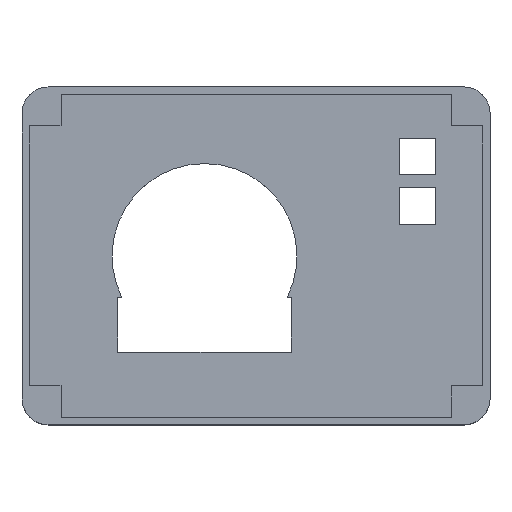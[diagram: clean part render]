
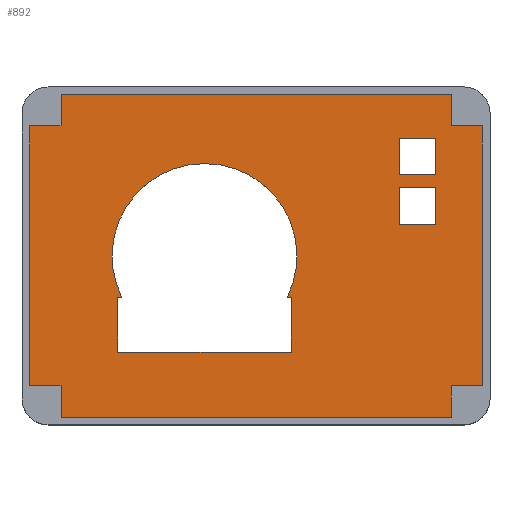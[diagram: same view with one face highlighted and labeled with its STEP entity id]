
A CAD part, top view. The second image highlights one B-rep face of the part: STEP entity #892.
In plain terms, the highlighted planar face has unit normal (0, 0, 1).
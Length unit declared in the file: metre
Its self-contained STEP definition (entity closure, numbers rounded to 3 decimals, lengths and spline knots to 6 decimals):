
#37=LINE('',#1319,#143);
#38=LINE('',#1322,#144);
#39=LINE('',#1324,#145);
#40=LINE('',#1326,#146);
#41=LINE('',#1327,#147);
#42=LINE('',#1330,#148);
#43=LINE('',#1332,#149);
#44=LINE('',#1334,#150);
#45=LINE('',#1335,#151);
#46=LINE('',#1338,#152);
#47=LINE('',#1340,#153);
#48=LINE('',#1342,#154);
#49=LINE('',#1346,#155);
#50=LINE('',#1347,#156);
#51=LINE('',#1350,#157);
#52=LINE('',#1352,#158);
#53=LINE('',#1354,#159);
#143=VECTOR('',#1057,1.);
#144=VECTOR('',#1058,1.);
#145=VECTOR('',#1059,1.);
#146=VECTOR('',#1060,1.);
#147=VECTOR('',#1061,1.);
#148=VECTOR('',#1062,1.);
#149=VECTOR('',#1063,1.);
#150=VECTOR('',#1064,1.);
#151=VECTOR('',#1065,1.);
#152=VECTOR('',#1066,1.);
#153=VECTOR('',#1067,1.);
#154=VECTOR('',#1068,1.);
#155=VECTOR('',#1071,1.);
#156=VECTOR('',#1072,1.);
#157=VECTOR('',#1073,1.);
#158=VECTOR('',#1074,1.);
#159=VECTOR('',#1075,1.);
#254=ORIENTED_EDGE('',*,*,#506,.T.);
#255=ORIENTED_EDGE('',*,*,#507,.T.);
#256=ORIENTED_EDGE('',*,*,#508,.F.);
#257=ORIENTED_EDGE('',*,*,#509,.F.);
#258=ORIENTED_EDGE('',*,*,#510,.T.);
#259=ORIENTED_EDGE('',*,*,#511,.F.);
#260=ORIENTED_EDGE('',*,*,#512,.F.);
#261=ORIENTED_EDGE('',*,*,#513,.T.);
#262=ORIENTED_EDGE('',*,*,#514,.T.);
#263=ORIENTED_EDGE('',*,*,#515,.T.);
#264=ORIENTED_EDGE('',*,*,#516,.T.);
#265=ORIENTED_EDGE('',*,*,#517,.T.);
#266=ORIENTED_EDGE('',*,*,#518,.F.);
#267=ORIENTED_EDGE('',*,*,#519,.T.);
#268=ORIENTED_EDGE('',*,*,#520,.T.);
#269=ORIENTED_EDGE('',*,*,#521,.F.);
#270=ORIENTED_EDGE('',*,*,#522,.F.);
#271=ORIENTED_EDGE('',*,*,#523,.T.);
#506=EDGE_CURVE('',#632,#633,#37,.T.);
#507=EDGE_CURVE('',#633,#634,#38,.T.);
#508=EDGE_CURVE('',#635,#634,#39,.T.);
#509=EDGE_CURVE('',#632,#635,#40,.T.);
#510=EDGE_CURVE('',#636,#637,#41,.T.);
#511=EDGE_CURVE('',#638,#637,#42,.T.);
#512=EDGE_CURVE('',#639,#638,#43,.T.);
#513=EDGE_CURVE('',#639,#636,#44,.T.);
#514=EDGE_CURVE('',#640,#641,#45,.T.);
#515=EDGE_CURVE('',#641,#642,#46,.T.);
#516=EDGE_CURVE('',#642,#643,#47,.T.);
#517=EDGE_CURVE('',#643,#644,#48,.T.);
#518=EDGE_CURVE('',#645,#644,#703,.T.);
#519=EDGE_CURVE('',#645,#640,#49,.T.);
#520=EDGE_CURVE('',#646,#647,#50,.T.);
#521=EDGE_CURVE('',#648,#647,#51,.T.);
#522=EDGE_CURVE('',#649,#648,#52,.T.);
#523=EDGE_CURVE('',#649,#646,#53,.T.);
#632=VERTEX_POINT('',#1320);
#633=VERTEX_POINT('',#1321);
#634=VERTEX_POINT('',#1323);
#635=VERTEX_POINT('',#1325);
#636=VERTEX_POINT('',#1328);
#637=VERTEX_POINT('',#1329);
#638=VERTEX_POINT('',#1331);
#639=VERTEX_POINT('',#1333);
#640=VERTEX_POINT('',#1336);
#641=VERTEX_POINT('',#1337);
#642=VERTEX_POINT('',#1339);
#643=VERTEX_POINT('',#1341);
#644=VERTEX_POINT('',#1343);
#645=VERTEX_POINT('',#1345);
#646=VERTEX_POINT('',#1348);
#647=VERTEX_POINT('',#1349);
#648=VERTEX_POINT('',#1351);
#649=VERTEX_POINT('',#1353);
#703=CIRCLE('',#962,0.03556);
#722=EDGE_LOOP('',(#254,#255,#256,#257));
#723=EDGE_LOOP('',(#258,#259,#260,#261));
#724=EDGE_LOOP('',(#262,#263,#264,#265,#266,#267));
#725=EDGE_LOOP('',(#268,#269,#270,#271));
#788=FACE_BOUND('',#722,.T.);
#789=FACE_BOUND('',#723,.T.);
#790=FACE_BOUND('',#724,.T.);
#791=FACE_BOUND('',#725,.T.);
#851=PLANE('',#961);
#892=ADVANCED_FACE('',(#788,#789,#790,#791),#851,.T.);
#961=AXIS2_PLACEMENT_3D('',#1318,#1055,#1056);
#962=AXIS2_PLACEMENT_3D('',#1344,#1069,#1070);
#1055=DIRECTION('',(0.,0.,1.));
#1056=DIRECTION('',(1.,0.,0.));
#1057=DIRECTION('',(1.,0.,0.));
#1058=DIRECTION('',(0.,-1.,0.));
#1059=DIRECTION('',(1.,0.,0.));
#1060=DIRECTION('',(0.,-1.,0.));
#1061=DIRECTION('',(1.,0.,0.));
#1062=DIRECTION('',(0.,-1.,0.));
#1063=DIRECTION('',(1.,0.,0.));
#1064=DIRECTION('',(0.,-1.,0.));
#1065=DIRECTION('',(0.,-1.,0.));
#1066=DIRECTION('',(-1.,0.,0.));
#1067=DIRECTION('',(0.,1.,0.));
#1068=DIRECTION('',(1.,0.,0.));
#1069=DIRECTION('',(0.,0.,1.));
#1070=DIRECTION('',(1.,0.,0.));
#1071=DIRECTION('',(1.,0.,0.));
#1072=DIRECTION('',(0.,1.,0.));
#1073=DIRECTION('',(-1.,0.,0.));
#1074=DIRECTION('',(0.,1.,0.));
#1075=DIRECTION('',(-1.,0.,0.));
#1318=CARTESIAN_POINT('',(0.019801,0.,0.009));
#1319=CARTESIAN_POINT('',(0.07837,0.045274,0.009));
#1320=CARTESIAN_POINT('',(0.07487,0.045274,0.009));
#1321=CARTESIAN_POINT('',(0.08887,0.045274,0.009));
#1322=CARTESIAN_POINT('',(0.08887,0.038274,0.009));
#1323=CARTESIAN_POINT('',(0.08887,0.031274,0.009));
#1324=CARTESIAN_POINT('',(0.07837,0.031274,0.009));
#1325=CARTESIAN_POINT('',(0.07487,0.031274,0.009));
#1326=CARTESIAN_POINT('',(0.07487,0.038274,0.009));
#1327=CARTESIAN_POINT('',(-0.066622,-0.062,0.009));
#1328=CARTESIAN_POINT('',(-0.067199,-0.062,0.009));
#1329=CARTESIAN_POINT('',(0.106801,-0.062,0.009));
#1330=CARTESIAN_POINT('',(0.106801,0.,0.009));
#1331=CARTESIAN_POINT('',(0.106801,0.062,0.009));
#1332=CARTESIAN_POINT('',(-0.066622,0.062,0.009));
#1333=CARTESIAN_POINT('',(-0.067199,0.062,0.009));
#1334=CARTESIAN_POINT('',(-0.067199,0.,0.009));
#1335=CARTESIAN_POINT('',(0.033427,-0.026432,0.009));
#1336=CARTESIAN_POINT('',(0.033427,-0.015863,0.009));
#1337=CARTESIAN_POINT('',(0.033427,-0.037,0.009));
#1338=CARTESIAN_POINT('',(0.016713,-0.037,0.009));
#1339=CARTESIAN_POINT('',(-0.033427,-0.037,0.009));
#1340=CARTESIAN_POINT('',(-0.033427,-0.026432,0.009));
#1341=CARTESIAN_POINT('',(-0.033427,-0.015863,0.009));
#1342=CARTESIAN_POINT('',(-0.032626,-0.015863,0.009));
#1343=CARTESIAN_POINT('',(-0.031826,-0.015863,0.009));
#1344=CARTESIAN_POINT('',(0.,0.,0.009));
#1345=CARTESIAN_POINT('',(0.031826,-0.015863,0.009));
#1346=CARTESIAN_POINT('',(0.032626,-0.015863,0.009));
#1347=CARTESIAN_POINT('',(0.07487,0.019224,0.009));
#1348=CARTESIAN_POINT('',(0.07487,0.012224,0.009));
#1349=CARTESIAN_POINT('',(0.07487,0.026224,0.009));
#1350=CARTESIAN_POINT('',(0.08537,0.026224,0.009));
#1351=CARTESIAN_POINT('',(0.08887,0.026224,0.009));
#1352=CARTESIAN_POINT('',(0.08887,0.019224,0.009));
#1353=CARTESIAN_POINT('',(0.08887,0.012224,0.009));
#1354=CARTESIAN_POINT('',(0.08537,0.012224,0.009));
